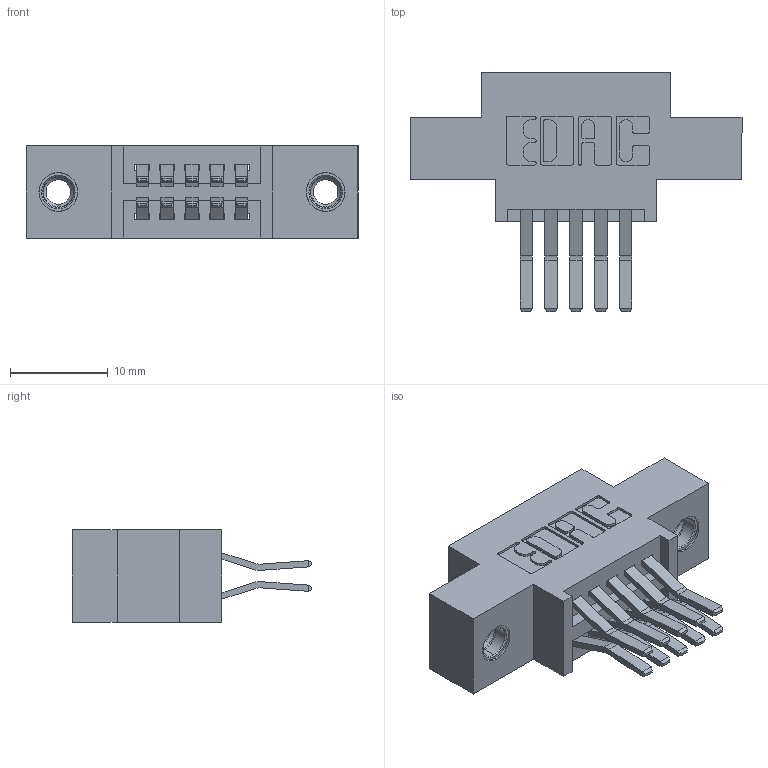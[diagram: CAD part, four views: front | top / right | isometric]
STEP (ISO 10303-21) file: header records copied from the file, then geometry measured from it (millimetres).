
FILE_DESCRIPTION (( 'STEP AP203' ), '1' );
FILE_NAME ('395-010-560-807.STEP', '2018-11-02T16:07:16', ( '' ), ( '' ), 'SwSTEP 2.0', 'SolidWorks 2016', '' );
FILE_SCHEMA (( 'CONFIG_CONTROL_DESIGN' ));
Length unit declared in the file: inch
Products named in the file (4): 345-250-001_345-250-005-103; 345-292-001_560 Tail; 345 Part_0.170 Offset - 0.156 Dia-TI; 395-010-560-807
Assembly tree (13 placements, depth 2):
  395-010-560-807
    345 Part_0.170 Offset - 0.156 Dia-TI
    345-292-001_560 Tail  x10
    345-250-001_345-250-005-103  x2
Bounding box: 33.91 x 24.45 x 9.4 mm (x, y, z)
Volume: 2889.2 mm3; surface area: 3894 mm2
Topology: 13 solids, 13 shells, 710 faces, 2039 edges, 1338 vertices
Faces by surface type: plane 446, cylinder 248, cone 12, torus 4
Entity records: 10310 total; most frequent: CARTESIAN_POINT 1747, ORIENTED_EDGE 1674, DIRECTION 1615, EDGE_CURVE 837, LINE 661, VECTOR 661, VERTEX_POINT 552, AXIS2_PLACEMENT_3D 477
